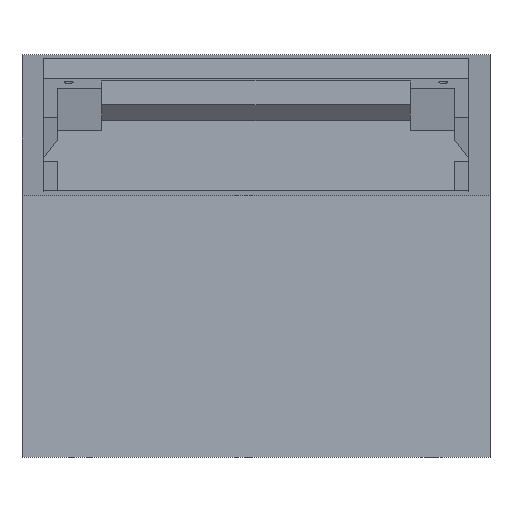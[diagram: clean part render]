
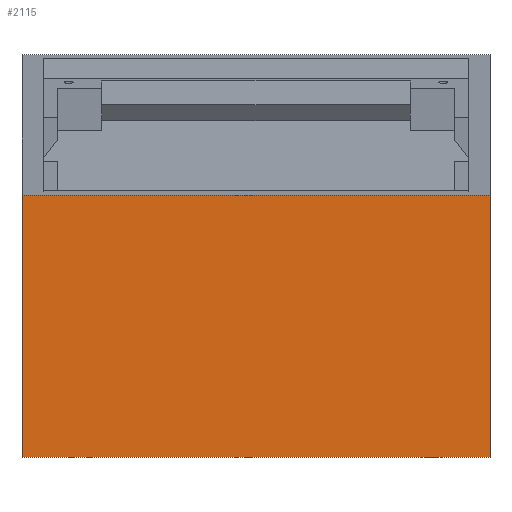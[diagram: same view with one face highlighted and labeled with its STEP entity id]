
A CAD part, front view. The second image highlights one B-rep face of the part: STEP entity #2115.
In plain terms, the highlighted planar face has unit normal (0, -1, 0).
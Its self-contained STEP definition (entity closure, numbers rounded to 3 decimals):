
#242=FACE_OUTER_BOUND('',#390,.T.);
#390=EDGE_LOOP('',(#1864,#1865,#1866,#1867));
#623=LINE('',#3424,#858);
#630=LINE('',#3437,#865);
#631=LINE('',#3439,#866);
#632=LINE('',#3440,#867);
#858=VECTOR('',#2833,10.);
#865=VECTOR('',#2844,10.);
#866=VECTOR('',#2845,10.);
#867=VECTOR('',#2846,10.);
#1050=VERTEX_POINT('',#3420);
#1052=VERTEX_POINT('',#3423);
#1056=VERTEX_POINT('',#3436);
#1057=VERTEX_POINT('',#3438);
#1329=EDGE_CURVE('',#1052,#1050,#623,.T.);
#1336=EDGE_CURVE('',#1056,#1050,#630,.T.);
#1337=EDGE_CURVE('',#1057,#1056,#631,.T.);
#1338=EDGE_CURVE('',#1057,#1052,#632,.T.);
#1864=ORIENTED_EDGE('',*,*,#1329,.T.);
#1865=ORIENTED_EDGE('',*,*,#1336,.F.);
#1866=ORIENTED_EDGE('',*,*,#1337,.F.);
#1867=ORIENTED_EDGE('',*,*,#1338,.T.);
#1997=PLANE('',#2285);
#2115=ADVANCED_FACE('',(#242),#1997,.T.);
#2285=AXIS2_PLACEMENT_3D('',#3435,#2842,#2843);
#2833=DIRECTION('',(-1.,0.,0.));
#2842=DIRECTION('center_axis',(0.,-1.,0.));
#2843=DIRECTION('ref_axis',(1.,0.,0.));
#2844=DIRECTION('',(0.,0.,1.));
#2845=DIRECTION('',(-1.,0.,0.));
#2846=DIRECTION('',(0.,0.,1.));
#3420=CARTESIAN_POINT('',(0.,-75.,70.));
#3423=CARTESIAN_POINT('',(100.,-75.,70.));
#3424=CARTESIAN_POINT('',(50.,-75.,70.));
#3435=CARTESIAN_POINT('Origin',(0.,-75.,
14.));
#3436=CARTESIAN_POINT('',(0.,-75.,14.));
#3437=CARTESIAN_POINT('',(0.,-75.,14.));
#3438=CARTESIAN_POINT('',(100.,-75.,14.));
#3439=CARTESIAN_POINT('',(-25.,-75.,14.));
#3440=CARTESIAN_POINT('',(100.,-75.,14.));
